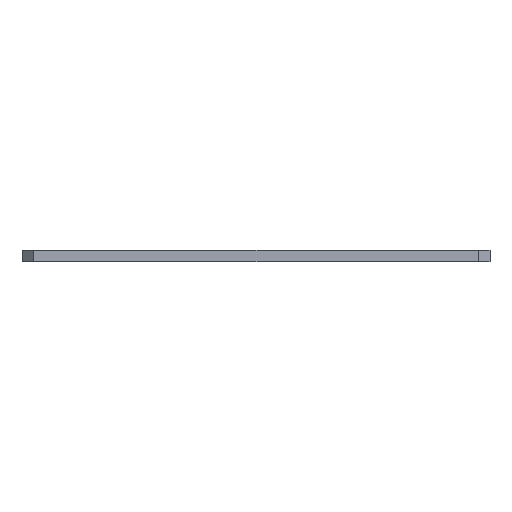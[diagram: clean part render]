
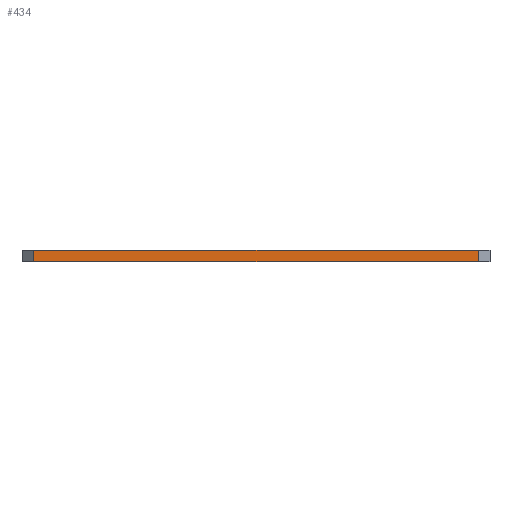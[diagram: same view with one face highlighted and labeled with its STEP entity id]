
A CAD part, front view. The second image highlights one B-rep face of the part: STEP entity #434.
In plain terms, the highlighted planar face has unit normal (0, -1, 0).
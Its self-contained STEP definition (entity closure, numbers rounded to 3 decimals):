
#149 = CARTESIAN_POINT ( 'NONE',  ( -38., -80., -2. ) ) ;
#174 = DIRECTION ( 'NONE',  ( 0., 0., -1. ) ) ;
#340 = AXIS2_PLACEMENT_3D ( 'NONE', #866, #943, #760 ) ;
#341 = DIRECTION ( 'NONE',  ( -1., 0., 0. ) ) ;
#348 = CARTESIAN_POINT ( 'NONE',  ( 38., -80., -2. ) ) ;
#434 = ADVANCED_FACE ( 'NONE', ( #872 ), #568, .F. ) ;
#437 = CARTESIAN_POINT ( 'NONE',  ( 38., -80., -2. ) ) ;
#438 = VERTEX_POINT ( 'NONE', #852 ) ;
#439 = LINE ( 'NONE', #654, #440 ) ;
#440 = VECTOR ( 'NONE', #341, 1000. ) ;
#486 = VECTOR ( 'NONE', #174, 1000. ) ;
#537 = VECTOR ( 'NONE', #1111, 1000. ) ;
#542 = LINE ( 'NONE', #914, #486 ) ;
#559 = EDGE_LOOP ( 'NONE', ( #660, #637, #779, #1203 ) ) ;
#568 = PLANE ( 'NONE',  #340 ) ;
#571 = LINE ( 'NONE', #437, #582 ) ;
#582 = VECTOR ( 'NONE', #1181, 1000. ) ;
#591 = VERTEX_POINT ( 'NONE', #149 ) ;
#637 = ORIENTED_EDGE ( 'NONE', *, *, #998, .T. ) ;
#654 = CARTESIAN_POINT ( 'NONE',  ( -40., -80., 0. ) ) ;
#660 = ORIENTED_EDGE ( 'NONE', *, *, #703, .T. ) ;
#702 = EDGE_CURVE ( 'NONE', #823, #591, #794, .T. ) ;
#703 = EDGE_CURVE ( 'NONE', #438, #1206, #439, .T. ) ;
#760 = DIRECTION ( 'NONE',  ( 0., 0., 1. ) ) ;
#779 = ORIENTED_EDGE ( 'NONE', *, *, #702, .F. ) ;
#794 = LINE ( 'NONE', #1086, #537 ) ;
#823 = VERTEX_POINT ( 'NONE', #348 ) ;
#852 = CARTESIAN_POINT ( 'NONE',  ( 38., -80., 0. ) ) ;
#866 = CARTESIAN_POINT ( 'NONE',  ( -40., -80., -2. ) ) ;
#872 = FACE_OUTER_BOUND ( 'NONE', #559, .T. ) ;
#914 = CARTESIAN_POINT ( 'NONE',  ( -38., -80., -2. ) ) ;
#943 = DIRECTION ( 'NONE',  ( 0., 1., 0. ) ) ;
#998 = EDGE_CURVE ( 'NONE', #1206, #591, #542, .T. ) ;
#1086 = CARTESIAN_POINT ( 'NONE',  ( -40., -80., -2. ) ) ;
#1088 = CARTESIAN_POINT ( 'NONE',  ( -38., -80., 0. ) ) ;
#1111 = DIRECTION ( 'NONE',  ( -1., 0., 0. ) ) ;
#1178 = EDGE_CURVE ( 'NONE', #823, #438, #571, .T. ) ;
#1181 = DIRECTION ( 'NONE',  ( 0., 0., 1. ) ) ;
#1203 = ORIENTED_EDGE ( 'NONE', *, *, #1178, .T. ) ;
#1206 = VERTEX_POINT ( 'NONE', #1088 ) ;
